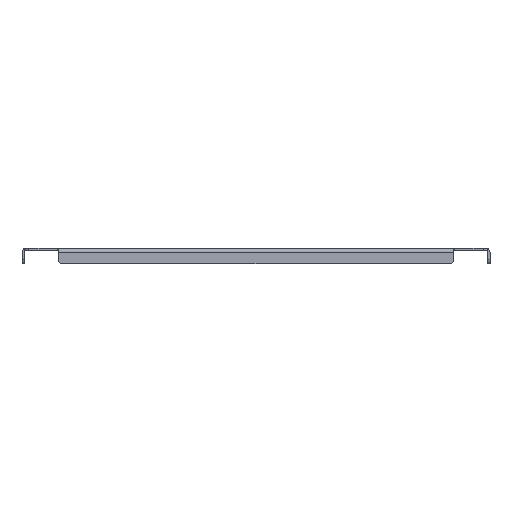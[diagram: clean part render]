
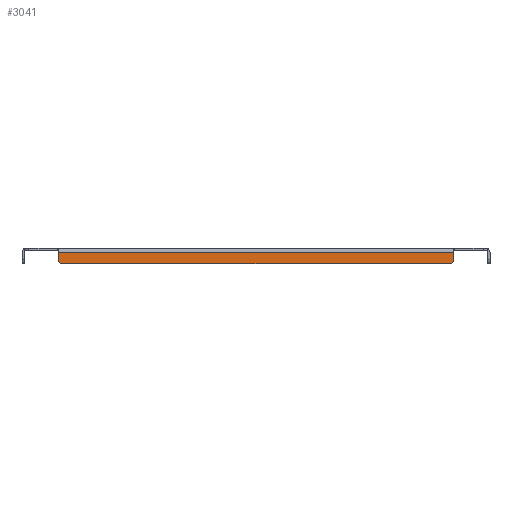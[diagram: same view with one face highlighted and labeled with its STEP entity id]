
A CAD part, front view. The second image highlights one B-rep face of the part: STEP entity #3041.
In plain terms, the highlighted planar face has unit normal (0, -1, 0).
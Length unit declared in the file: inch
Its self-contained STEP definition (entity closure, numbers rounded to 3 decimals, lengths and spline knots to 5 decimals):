
#31 = CARTESIAN_POINT ( 'NONE',  ( 10.71875, -15.40625, -0.875 ) ) ;
#86 = EDGE_CURVE ( 'NONE', #2935, #2425, #210, .T. ) ;
#210 = LINE ( 'NONE', #3034, #1707 ) ;
#234 = DIRECTION ( 'NONE',  ( 1., 0., 0. ) ) ;
#270 = VERTEX_POINT ( 'NONE', #343 ) ;
#316 = CARTESIAN_POINT ( 'NONE',  ( 10.96875, -15.40625, -0.237 ) ) ;
#343 = CARTESIAN_POINT ( 'NONE',  ( 10.96875, -15.40625, -0.625 ) ) ;
#350 = EDGE_CURVE ( 'NONE', #824, #2037, #2969, .T. ) ;
#360 = DIRECTION ( 'NONE',  ( 0., -1., 0. ) ) ;
#377 = CARTESIAN_POINT ( 'NONE',  ( -10.71875, -15.40625, -0.625 ) ) ;
#492 = DIRECTION ( 'NONE',  ( 0., 0., -1. ) ) ;
#576 = DIRECTION ( 'NONE',  ( 0., -1., 0. ) ) ;
#824 = VERTEX_POINT ( 'NONE', #3071 ) ;
#826 = ORIENTED_EDGE ( 'NONE', *, *, #2279, .T. ) ;
#846 = DIRECTION ( 'NONE',  ( 0., 0., 1. ) ) ;
#927 = DIRECTION ( 'NONE',  ( 0., 0., -1. ) ) ;
#991 = CARTESIAN_POINT ( 'NONE',  ( -10.96875, -15.40625, -0.237 ) ) ;
#1000 = EDGE_CURVE ( 'NONE', #270, #2425, #3077, .T. ) ;
#1003 = LINE ( 'NONE', #2503, #3164 ) ;
#1258 = ORIENTED_EDGE ( 'NONE', *, *, #2018, .T. ) ;
#1465 = EDGE_LOOP ( 'NONE', ( #1258, #2189, #826, #1957, #2178, #1547 ) ) ;
#1528 = DIRECTION ( 'NONE',  ( 0., 0., -1. ) ) ;
#1547 = ORIENTED_EDGE ( 'NONE', *, *, #86, .F. ) ;
#1554 = VERTEX_POINT ( 'NONE', #31 ) ;
#1558 = CARTESIAN_POINT ( 'NONE',  ( -10.96875, -15.40625, 0. ) ) ;
#1563 = CARTESIAN_POINT ( 'NONE',  ( 10.71875, -15.40625, -0.625 ) ) ;
#1568 = AXIS2_PLACEMENT_3D ( 'NONE', #1821, #576, #1528 ) ;
#1707 = VECTOR ( 'NONE', #1749, 39.37008 ) ;
#1749 = DIRECTION ( 'NONE',  ( 1., 0., 0. ) ) ;
#1821 = CARTESIAN_POINT ( 'NONE',  ( -12.84375, -15.40625, 0. ) ) ;
#1835 = CARTESIAN_POINT ( 'NONE',  ( 10.96875, -15.40625, 0. ) ) ;
#1957 = ORIENTED_EDGE ( 'NONE', *, *, #3008, .T. ) ;
#2018 = EDGE_CURVE ( 'NONE', #2935, #824, #2864, .T. ) ;
#2025 = FACE_OUTER_BOUND ( 'NONE', #1465, .T. ) ;
#2037 = VERTEX_POINT ( 'NONE', #2833 ) ;
#2178 = ORIENTED_EDGE ( 'NONE', *, *, #1000, .T. ) ;
#2180 = VECTOR ( 'NONE', #846, 39.37008 ) ;
#2189 = ORIENTED_EDGE ( 'NONE', *, *, #350, .T. ) ;
#2279 = EDGE_CURVE ( 'NONE', #2037, #1554, #1003, .T. ) ;
#2425 = VERTEX_POINT ( 'NONE', #316 ) ;
#2463 = AXIS2_PLACEMENT_3D ( 'NONE', #1563, #2802, #3065 ) ;
#2503 = CARTESIAN_POINT ( 'NONE',  ( -12.84375, -15.40625, -0.875 ) ) ;
#2785 = PLANE ( 'NONE',  #1568 ) ;
#2802 = DIRECTION ( 'NONE',  ( 0., -1., 0. ) ) ;
#2813 = AXIS2_PLACEMENT_3D ( 'NONE', #377, #360, #927 ) ;
#2833 = CARTESIAN_POINT ( 'NONE',  ( -10.71875, -15.40625, -0.875 ) ) ;
#2864 = LINE ( 'NONE', #1558, #2901 ) ;
#2901 = VECTOR ( 'NONE', #492, 39.37008 ) ;
#2935 = VERTEX_POINT ( 'NONE', #991 ) ;
#2969 = CIRCLE ( 'NONE', #2813, 0.25 ) ;
#3008 = EDGE_CURVE ( 'NONE', #1554, #270, #3200, .T. ) ;
#3034 = CARTESIAN_POINT ( 'NONE',  ( 10.96875, -15.40625, -0.237 ) ) ;
#3041 = ADVANCED_FACE ( 'NONE', ( #2025 ), #2785, .T. ) ;
#3065 = DIRECTION ( 'NONE',  ( 0., 0., -1. ) ) ;
#3071 = CARTESIAN_POINT ( 'NONE',  ( -10.96875, -15.40625, -0.625 ) ) ;
#3077 = LINE ( 'NONE', #1835, #2180 ) ;
#3164 = VECTOR ( 'NONE', #234, 39.37008 ) ;
#3200 = CIRCLE ( 'NONE', #2463, 0.25 ) ;
